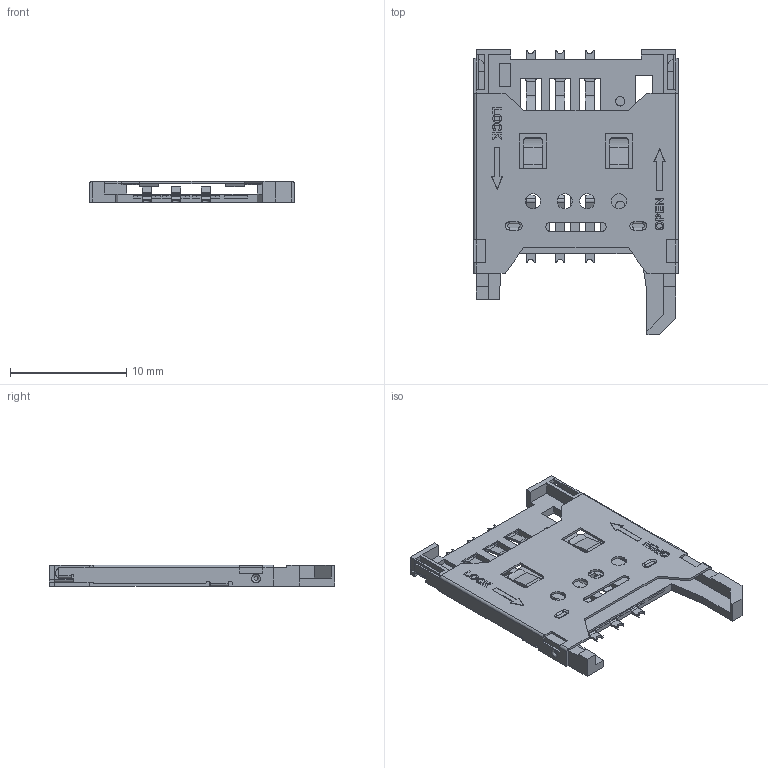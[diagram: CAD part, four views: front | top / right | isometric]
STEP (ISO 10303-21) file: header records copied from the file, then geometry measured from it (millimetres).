
FILE_DESCRIPTION( ( 'Unknown' ), '1' );
FILE_NAME( '693012040811.stp', 'Unknown', ( 'Unknown' ), ( 'Unknown' ), 'PSStep 14.0', 'Unknown', ' ' );
FILE_SCHEMA( ( 'AUTOMOTIVE_DESIGN { 1 0 10303 214 1 1 1 1 }' ) );
Length unit declared in the file: millimetre
Products named in the file (5): Assem1; 693012040811; 693012040811_MASSE; 693012040811_PIN
Assembly tree (9 placements, depth 2):
  Assem1
    693012040811
    693012040811_MASSE
    693012040811_PIN  x6
    693012040811
Bounding box: 17.6 x 24.6 x 1.85 mm (x, y, z)
Volume: 266.2 mm3; surface area: 1794.2 mm2
Topology: 9 solids, 9 shells, 821 faces, 2292 edges, 1499 vertices
Faces by surface type: plane 613, cylinder 171, bspline 19, torus 10, extrusion 8
Full cylindrical faces by diameter (mm): 0.8 x4, 0.9 x2, 1 x4, 1.3 x4
Entity records: 24364 total; most frequent: CARTESIAN_POINT 4136, ORIENTED_EDGE 3274, DIRECTION 2983, EDGE_CURVE 1637, VECTOR 1399, LINE 1391, VERTEX_POINT 1086, AXIS2_PLACEMENT_3D 792
